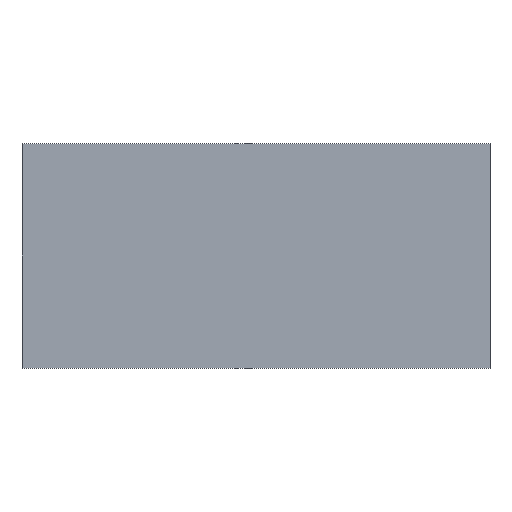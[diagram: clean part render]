
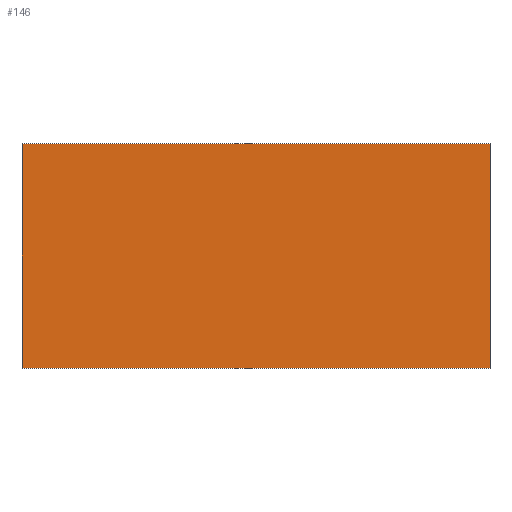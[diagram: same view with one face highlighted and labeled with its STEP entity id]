
A CAD part, left-side view. The second image highlights one B-rep face of the part: STEP entity #146.
In plain terms, the highlighted planar face has unit normal (-1, 0, 0).
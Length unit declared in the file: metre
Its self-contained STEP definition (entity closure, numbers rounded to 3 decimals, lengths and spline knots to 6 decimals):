
#20=FACE_OUTER_BOUND('',#28,.T.);
#28=EDGE_LOOP('',(#117,#118,#119,#120));
#34=LINE('',#225,#52);
#45=LINE('',#248,#63);
#47=LINE('',#251,#65);
#48=LINE('',#252,#66);
#52=VECTOR('',#187,0.1);
#63=VECTOR('',#206,0.1);
#65=VECTOR('',#210,0.048);
#66=VECTOR('',#211,0.048);
#67=VERTEX_POINT('',#218);
#70=VERTEX_POINT('',#223);
#77=VERTEX_POINT('',#245);
#78=VERTEX_POINT('',#247);
#82=EDGE_CURVE('',#70,#67,#34,.T.);
#93=EDGE_CURVE('',#78,#77,#45,.T.);
#95=EDGE_CURVE('',#77,#67,#47,.T.);
#96=EDGE_CURVE('',#78,#70,#48,.T.);
#117=ORIENTED_EDGE('',*,*,#95,.T.);
#118=ORIENTED_EDGE('',*,*,#82,.F.);
#119=ORIENTED_EDGE('',*,*,#96,.F.);
#120=ORIENTED_EDGE('',*,*,#93,.T.);
#138=PLANE('',#177);
#146=ADVANCED_FACE('',(#20),#138,.F.);
#177=AXIS2_PLACEMENT_3D('',#250,#208,#209);
#187=DIRECTION('',(0.,-1.,0.));
#206=DIRECTION('',(0.,-1.,0.));
#208=DIRECTION('center_axis',(1.,0.,0.));
#209=DIRECTION('ref_axis',(0.,0.,-1.));
#210=DIRECTION('',(0.,0.,1.));
#211=DIRECTION('',(0.,0.,1.));
#218=CARTESIAN_POINT('',(0.,0.,0.048));
#223=CARTESIAN_POINT('',(0.,0.1,0.048));
#225=CARTESIAN_POINT('',(0.,0.1,0.048));
#245=CARTESIAN_POINT('',(0.,0.,0.));
#247=CARTESIAN_POINT('',(0.,0.1,0.));
#248=CARTESIAN_POINT('',(0.,0.1,0.));
#250=CARTESIAN_POINT('Origin',(0.,0.1,0.));
#251=CARTESIAN_POINT('',(0.,0.,0.));
#252=CARTESIAN_POINT('',(0.,0.1,0.));
